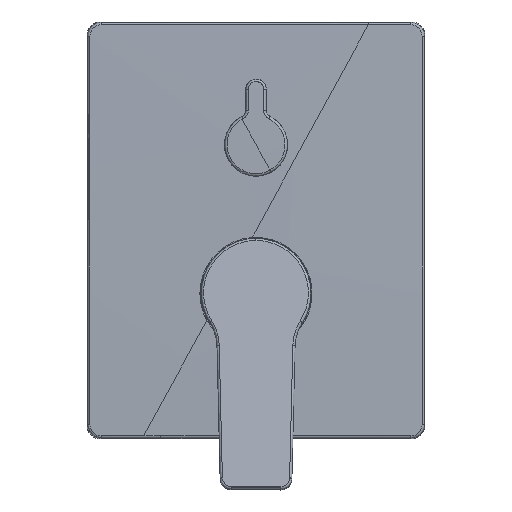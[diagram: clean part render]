
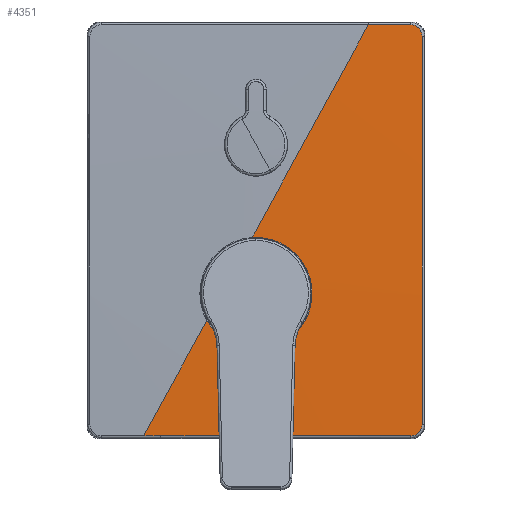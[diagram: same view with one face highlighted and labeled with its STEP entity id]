
A CAD part, top view. The second image highlights one B-rep face of the part: STEP entity #4351.
In plain terms, the highlighted spherical face has radius 6400 mm.
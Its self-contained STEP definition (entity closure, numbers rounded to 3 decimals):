
#122 = CARTESIAN_POINT ( 'NONE',  ( 0., -28., 55.39 ) ) ;
#227 = CARTESIAN_POINT ( 'NONE',  ( 0., 0., 55.5 ) ) ;
#254 = CIRCLE ( 'NONE', #1936, 24.9 ) ;
#298 = VERTEX_POINT ( 'NONE', #2110 ) ;
#506 = CARTESIAN_POINT ( 'NONE',  ( 72.968, 88.819, 54.468 ) ) ;
#536 = CARTESIAN_POINT ( 'NONE',  ( 70.069, 91.036, 54.469 ) ) ;
#716 = CARTESIAN_POINT ( 'NONE',  ( 0., 0., -6344.5 ) ) ;
#740 = VERTEX_POINT ( 'NONE', #4936 ) ;
#758 = CARTESIAN_POINT ( 'NONE',  ( 68.698, 91.2, 54.481 ) ) ;
#858 = DIRECTION ( 'NONE',  ( -0.479, -0.878, 0. ) ) ;
#951 = DIRECTION ( 'NONE',  ( 0.878, -0.479, 0. ) ) ;
#1005 = EDGE_CURVE ( 'NONE', #1250, #298, #6923, .T. ) ;
#1007 = CIRCLE ( 'NONE', #6290, 6400. ) ;
#1040 = VERTEX_POINT ( 'NONE', #227 ) ;
#1074 = DIRECTION ( 'NONE',  ( 1., 0., 0. ) ) ;
#1250 = VERTEX_POINT ( 'NONE', #6439 ) ;
#1301 = CARTESIAN_POINT ( 'NONE',  ( 69.653, 91.137, 54.472 ) ) ;
#1365 = AXIS2_PLACEMENT_3D ( 'NONE', #716, #4797, #6915 ) ;
#1387 = CARTESIAN_POINT ( 'NONE',  ( 73.697, -86.359, 54.493 ) ) ;
#1422 = CARTESIAN_POINT ( 'NONE',  ( 68.708, 91.2, 54.481 ) ) ;
#1513 = DIRECTION ( 'NONE',  ( 0., -1., -0.004 ) ) ;
#1618 = DIRECTION ( 'NONE',  ( 0.479, 0.878, 0. ) ) ;
#1632 = EDGE_CURVE ( 'NONE', #7595, #2113, #5081, .T. ) ;
#1720 = CARTESIAN_POINT ( 'NONE',  ( 68.698, 91.2, 54.481 ) ) ;
#1767 = DIRECTION ( 'NONE',  ( 0.026, 0., -1. ) ) ;
#1854 = EDGE_CURVE ( 'NONE', #8503, #4531, #3880, .T. ) ;
#1928 = CARTESIAN_POINT ( 'NONE',  ( 73.697, 86.421, 54.492 ) ) ;
#1936 = AXIS2_PLACEMENT_3D ( 'NONE', #122, #7038, #1513 ) ;
#2092 = CARTESIAN_POINT ( 'NONE',  ( 69.202, 91.199, 54.476 ) ) ;
#2110 = CARTESIAN_POINT ( 'NONE',  ( -49.82, -91.196, 54.656 ) ) ;
#2113 = VERTEX_POINT ( 'NONE', #1720 ) ;
#2117 = CARTESIAN_POINT ( 'NONE',  ( 68.698, -91.2, 54.481 ) ) ;
#2565 = DIRECTION ( 'NONE',  ( 0.878, -0.479, 0. ) ) ;
#2571 = CARTESIAN_POINT ( 'NONE',  ( 73.283, 88.226, 54.472 ) ) ;
#2765 = AXIS2_PLACEMENT_3D ( 'NONE', #8879, #2565, #4064 ) ;
#2817 = CARTESIAN_POINT ( 'NONE',  ( 73.679, -86.657, 54.489 ) ) ;
#2819 = EDGE_CURVE ( 'NONE', #1040, #740, #1007, .T. ) ;
#2844 = SPHERICAL_SURFACE ( 'NONE', #2765, 6400. ) ;
#2869 = CARTESIAN_POINT ( 'NONE',  ( -42.196, -91.194, 54.711 ) ) ;
#2884 = AXIS2_PLACEMENT_3D ( 'NONE', #7295, #7971, #6602 ) ;
#3001 = ORIENTED_EDGE ( 'NONE', *, *, #1854, .T. ) ;
#3058 = AXIS2_PLACEMENT_3D ( 'NONE', #6681, #8686, #1767 ) ;
#3116 = AXIS2_PLACEMENT_3D ( 'NONE', #5249, #6047, #1074 ) ;
#3127 = EDGE_CURVE ( 'NONE', #3310, #8503, #4179, .T. ) ;
#3272 = CARTESIAN_POINT ( 'NONE',  ( 73.664, 86.825, 54.487 ) ) ;
#3310 = VERTEX_POINT ( 'NONE', #2869 ) ;
#3485 = CARTESIAN_POINT ( 'NONE',  ( 72.149, -89.897, 54.462 ) ) ;
#3498 = EDGE_CURVE ( 'NONE', #1250, #5090, #254, .T. ) ;
#3543 = CARTESIAN_POINT ( 'NONE',  ( 73.563, -87.383, 54.481 ) ) ;
#3651 = DIRECTION ( 'NONE',  ( -0.878, 0.479, 0. ) ) ;
#3737 = EDGE_CURVE ( 'NONE', #1040, #5090, #4934, .T. ) ;
#3764 = CARTESIAN_POINT ( 'NONE',  ( 73.697, 86.201, 54.495 ) ) ;
#3880 = B_SPLINE_CURVE_WITH_KNOTS ( 'NONE', 5,
 ( #2117, #7718, #8309, #7590, #6979, #6949, #5578, #3485, #6210, #8278, #7621, #4133, #3543, #8977, #2817, #7007, #1387, #4859 ),
 .UNSPECIFIED., .F., .F.,
 ( 6, 3, 3, 3, 3, 6 ),
 ( -792.429, -734.976, -589.417, -475.066, -425.856, -396.745 ),
 .UNSPECIFIED. ) ;
#3970 = CARTESIAN_POINT ( 'NONE',  ( 72.559, 89.436, 54.464 ) ) ;
#4006 = CARTESIAN_POINT ( 'NONE',  ( 73.089, 88.612, 54.469 ) ) ;
#4064 = DIRECTION ( 'NONE',  ( 0.479, 0.878, 0. ) ) ;
#4119 = CARTESIAN_POINT ( 'NONE',  ( 68.698, -91.2, 54.481 ) ) ;
#4133 = CARTESIAN_POINT ( 'NONE',  ( 73.508, -87.59, 54.478 ) ) ;
#4139 = CIRCLE ( 'NONE', #3116, 6394.77 ) ;
#4179 = CIRCLE ( 'NONE', #2884, 6394.77 ) ;
#4193 = ORIENTED_EDGE ( 'NONE', *, *, #3498, .F. ) ;
#4298 = DIRECTION ( 'NONE',  ( 0., 1., -0.026 ) ) ;
#4351 = ADVANCED_FACE ( 'NONE', ( #6664 ), #2844, .T. ) ;
#4416 = CARTESIAN_POINT ( 'NONE',  ( 73.697, -86.201, 54.495 ) ) ;
#4531 = VERTEX_POINT ( 'NONE', #4416 ) ;
#4607 = EDGE_CURVE ( 'NONE', #4531, #7595, #5031, .T. ) ;
#4714 = CARTESIAN_POINT ( 'NONE',  ( 70.94, 90.728, 54.464 ) ) ;
#4759 = AXIS2_PLACEMENT_3D ( 'NONE', #7822, #951, #1618 ) ;
#4797 = DIRECTION ( 'NONE',  ( 0.878, -0.479, 0. ) ) ;
#4859 = CARTESIAN_POINT ( 'NONE',  ( 73.697, -86.201, 54.495 ) ) ;
#4934 = CIRCLE ( 'NONE', #1365, 6400. ) ;
#4936 = CARTESIAN_POINT ( 'NONE',  ( 49.82, 91.196, 54.656 ) ) ;
#5031 = CIRCLE ( 'NONE', #3058, 6395.454 ) ;
#5037 = CARTESIAN_POINT ( 'NONE',  ( -1.726, -3.16, 55.499 ) ) ;
#5081 = B_SPLINE_CURVE_WITH_KNOTS ( 'NONE', 5,
 ( #8098, #1928, #5361, #3272, #8126, #8155, #6760, #2571, #4006, #506, #3970, #8815, #6094, #4714, #536, #1301, #2092, #1422, #7628, #5615, #758 ),
 .UNSPECIFIED., .F., .F.,
 ( 6, 3, 3, 3, 3, 3, 6 ),
 ( -770.559, -730.12, -682.463, -619.854, -485.593, -375.608, -374.866 ),
 .UNSPECIFIED. ) ;
#5090 = VERTEX_POINT ( 'NONE', #5037 ) ;
#5123 = CIRCLE ( 'NONE', #5931, 6394.77 ) ;
#5249 = CARTESIAN_POINT ( 'NONE',  ( 0., 258.586, -6337.729 ) ) ;
#5361 = CARTESIAN_POINT ( 'NONE',  ( 73.685, 86.628, 54.489 ) ) ;
#5510 = ORIENTED_EDGE ( 'NONE', *, *, #2819, .F. ) ;
#5578 = CARTESIAN_POINT ( 'NONE',  ( 71.398, -90.458, 54.462 ) ) ;
#5615 = CARTESIAN_POINT ( 'NONE',  ( 68.702, 91.2, 54.481 ) ) ;
#5682 = DIRECTION ( 'NONE',  ( 1., 0., 0. ) ) ;
#5841 = ORIENTED_EDGE ( 'NONE', *, *, #4607, .T. ) ;
#5931 = AXIS2_PLACEMENT_3D ( 'NONE', #8467, #4298, #5682 ) ;
#6047 = DIRECTION ( 'NONE',  ( 0., -1., -0.026 ) ) ;
#6094 = CARTESIAN_POINT ( 'NONE',  ( 71.686, 90.253, 54.462 ) ) ;
#6210 = CARTESIAN_POINT ( 'NONE',  ( 72.759, -89.164, 54.465 ) ) ;
#6290 = AXIS2_PLACEMENT_3D ( 'NONE', #7848, #3651, #858 ) ;
#6439 = CARTESIAN_POINT ( 'NONE',  ( -21.835, -39.969, 55.338 ) ) ;
#6602 = DIRECTION ( 'NONE',  ( 1., 0., 0. ) ) ;
#6664 = FACE_OUTER_BOUND ( 'NONE', #8337, .T. ) ;
#6681 = CARTESIAN_POINT ( 'NONE',  ( 241.095, 0., -6338.187 ) ) ;
#6760 = CARTESIAN_POINT ( 'NONE',  ( 73.441, 87.8, 54.476 ) ) ;
#6915 = DIRECTION ( 'NONE',  ( 0.479, 0.878, 0. ) ) ;
#6923 = CIRCLE ( 'NONE', #4759, 6400. ) ;
#6941 = ORIENTED_EDGE ( 'NONE', *, *, #3737, .T. ) ;
#6949 = CARTESIAN_POINT ( 'NONE',  ( 70.939, -90.718, 54.464 ) ) ;
#6979 = CARTESIAN_POINT ( 'NONE',  ( 70.237, -91.005, 54.468 ) ) ;
#7007 = CARTESIAN_POINT ( 'NONE',  ( 73.691, -86.511, 54.491 ) ) ;
#7038 = DIRECTION ( 'NONE',  ( 0., -0.004, 1. ) ) ;
#7088 = EDGE_CURVE ( 'NONE', #2113, #740, #4139, .T. ) ;
#7257 = EDGE_CURVE ( 'NONE', #298, #3310, #5123, .T. ) ;
#7295 = CARTESIAN_POINT ( 'NONE',  ( 0., -258.586, -6337.729 ) ) ;
#7590 = CARTESIAN_POINT ( 'NONE',  ( 69.436, -91.154, 54.474 ) ) ;
#7595 = VERTEX_POINT ( 'NONE', #3764 ) ;
#7621 = CARTESIAN_POINT ( 'NONE',  ( 73.295, -88.247, 54.472 ) ) ;
#7628 = CARTESIAN_POINT ( 'NONE',  ( 68.705, 91.2, 54.481 ) ) ;
#7718 = CARTESIAN_POINT ( 'NONE',  ( 68.955, -91.2, 54.479 ) ) ;
#7822 = CARTESIAN_POINT ( 'NONE',  ( 0., 0., -6344.5 ) ) ;
#7848 = CARTESIAN_POINT ( 'NONE',  ( 0., 0., -6344.5 ) ) ;
#7948 = ORIENTED_EDGE ( 'NONE', *, *, #3127, .T. ) ;
#7971 = DIRECTION ( 'NONE',  ( 0., 1., -0.026 ) ) ;
#8098 = CARTESIAN_POINT ( 'NONE',  ( 73.697, 86.201, 54.495 ) ) ;
#8117 = ORIENTED_EDGE ( 'NONE', *, *, #7257, .T. ) ;
#8126 = CARTESIAN_POINT ( 'NONE',  ( 73.6, 87.235, 54.482 ) ) ;
#8155 = CARTESIAN_POINT ( 'NONE',  ( 73.502, 87.608, 54.478 ) ) ;
#8278 = CARTESIAN_POINT ( 'NONE',  ( 72.997, -88.808, 54.467 ) ) ;
#8309 = CARTESIAN_POINT ( 'NONE',  ( 69.2, -91.184, 54.476 ) ) ;
#8337 = EDGE_LOOP ( 'NONE', ( #5510, #6941, #4193, #8564, #8117, #7948, #3001, #5841, #8791, #8615 ) ) ;
#8467 = CARTESIAN_POINT ( 'NONE',  ( 0., -258.586, -6337.729 ) ) ;
#8503 = VERTEX_POINT ( 'NONE', #4119 ) ;
#8564 = ORIENTED_EDGE ( 'NONE', *, *, #1005, .T. ) ;
#8615 = ORIENTED_EDGE ( 'NONE', *, *, #7088, .T. ) ;
#8686 = DIRECTION ( 'NONE',  ( -1., 0., -0.026 ) ) ;
#8791 = ORIENTED_EDGE ( 'NONE', *, *, #1632, .T. ) ;
#8815 = CARTESIAN_POINT ( 'NONE',  ( 72.061, 89.948, 54.462 ) ) ;
#8879 = CARTESIAN_POINT ( 'NONE',  ( 0., 0., -6344.5 ) ) ;
#8977 = CARTESIAN_POINT ( 'NONE',  ( 73.636, -87.037, 54.484 ) ) ;
